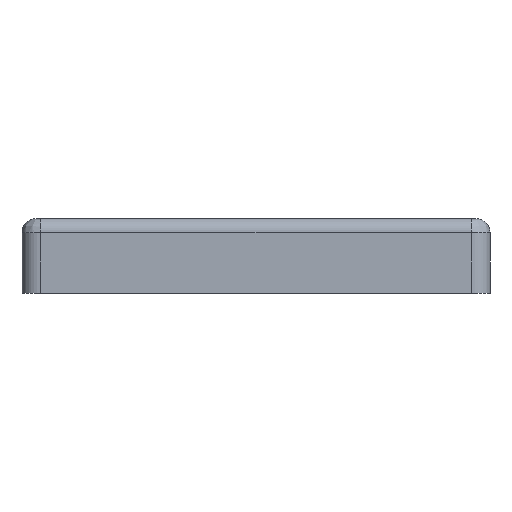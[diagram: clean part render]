
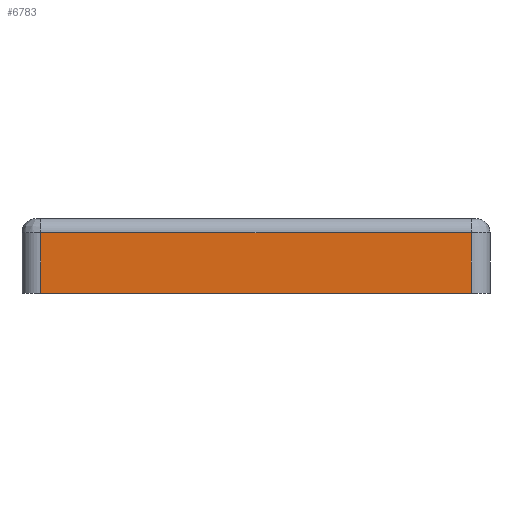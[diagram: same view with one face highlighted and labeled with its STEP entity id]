
A CAD part, front view. The second image highlights one B-rep face of the part: STEP entity #6783.
In plain terms, the highlighted planar face has unit normal (0, -1, 0).
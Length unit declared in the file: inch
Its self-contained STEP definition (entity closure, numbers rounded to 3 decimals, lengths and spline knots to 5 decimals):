
#2 = LINE ( 'NONE', #4196, #10504 ) ;
#102 = DIRECTION ( 'NONE',  ( 0., 0., -1. ) ) ;
#467 = EDGE_CURVE ( 'NONE', #2050, #2119, #7593, .T. ) ;
#1244 = CARTESIAN_POINT ( 'NONE',  ( -1.9685, -1.9685, 0.62992 ) ) ;
#1629 = EDGE_LOOP ( 'NONE', ( #5780, #6572, #10310, #5790 ) ) ;
#2050 = VERTEX_POINT ( 'NONE', #3717 ) ;
#2060 = DIRECTION ( 'NONE',  ( 0., 0., 1. ) ) ;
#2118 = LINE ( 'NONE', #10619, #6555 ) ;
#2119 = VERTEX_POINT ( 'NONE', #10463 ) ;
#2399 = LINE ( 'NONE', #8905, #6826 ) ;
#2566 = EDGE_CURVE ( 'NONE', #2119, #7948, #2399, .T. ) ;
#2808 = CARTESIAN_POINT ( 'NONE',  ( -1.81102, -1.9685, 0.51181 ) ) ;
#2879 = CARTESIAN_POINT ( 'NONE',  ( 1.81102, -1.9685, 0.51181 ) ) ;
#3717 = CARTESIAN_POINT ( 'NONE',  ( 1.81102, -1.9685, 0. ) ) ;
#3899 = DIRECTION ( 'NONE',  ( 0., 0., 1. ) ) ;
#3965 = DIRECTION ( 'NONE',  ( -1., 0., 0. ) ) ;
#4196 = CARTESIAN_POINT ( 'NONE',  ( 1.81102, -1.9685, 0.62992 ) ) ;
#5299 = EDGE_CURVE ( 'NONE', #7948, #8127, #2118, .T. ) ;
#5382 = AXIS2_PLACEMENT_3D ( 'NONE', #1244, #7072, #2060 ) ;
#5657 = DIRECTION ( 'NONE',  ( 1., 0., 0. ) ) ;
#5780 = ORIENTED_EDGE ( 'NONE', *, *, #5299, .F. ) ;
#5790 = ORIENTED_EDGE ( 'NONE', *, *, #8333, .F. ) ;
#6555 = VECTOR ( 'NONE', #5657, 39.37008 ) ;
#6572 = ORIENTED_EDGE ( 'NONE', *, *, #2566, .F. ) ;
#6783 = ADVANCED_FACE ( 'NONE', ( #10623 ), #9320, .F. ) ;
#6826 = VECTOR ( 'NONE', #3899, 39.37008 ) ;
#7072 = DIRECTION ( 'NONE',  ( 0., 1., 0. ) ) ;
#7593 = LINE ( 'NONE', #9086, #9811 ) ;
#7948 = VERTEX_POINT ( 'NONE', #2808 ) ;
#8127 = VERTEX_POINT ( 'NONE', #2879 ) ;
#8333 = EDGE_CURVE ( 'NONE', #8127, #2050, #2, .T. ) ;
#8905 = CARTESIAN_POINT ( 'NONE',  ( -1.81102, -1.9685, 0.62992 ) ) ;
#9086 = CARTESIAN_POINT ( 'NONE',  ( -1.9685, -1.9685, 0. ) ) ;
#9320 = PLANE ( 'NONE',  #5382 ) ;
#9811 = VECTOR ( 'NONE', #3965, 39.37008 ) ;
#10310 = ORIENTED_EDGE ( 'NONE', *, *, #467, .F. ) ;
#10463 = CARTESIAN_POINT ( 'NONE',  ( -1.81102, -1.9685, 0. ) ) ;
#10504 = VECTOR ( 'NONE', #102, 39.37008 ) ;
#10619 = CARTESIAN_POINT ( 'NONE',  ( -1.9685, -1.9685, 0.51181 ) ) ;
#10623 = FACE_OUTER_BOUND ( 'NONE', #1629, .T. ) ;
